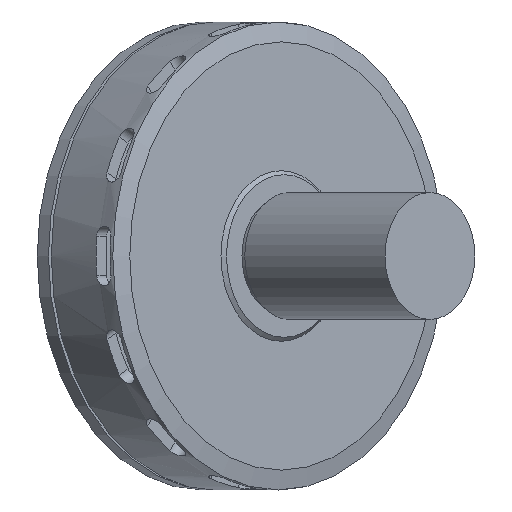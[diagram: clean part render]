
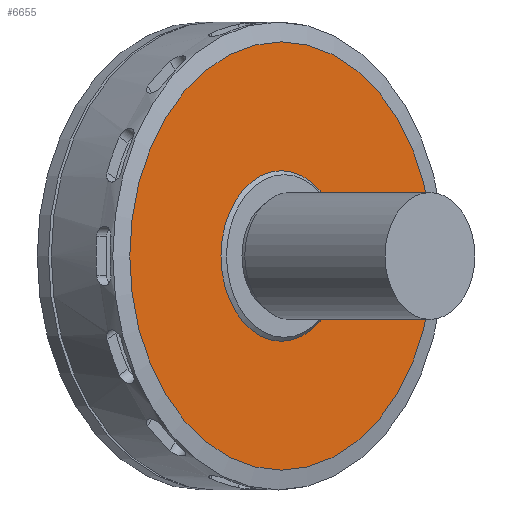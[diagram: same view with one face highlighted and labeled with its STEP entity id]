
A CAD part, front view. The second image highlights one B-rep face of the part: STEP entity #6655.
In plain terms, the highlighted planar face has unit normal (0.707, -0.707, 0).
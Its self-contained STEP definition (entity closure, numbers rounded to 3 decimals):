
#404=FACE_BOUND('',#1247,.T.);
#482=PLANE('',#7307);
#837=FACE_OUTER_BOUND('',#1246,.T.);
#1246=EDGE_LOOP('',(#6165,#6166));
#1247=EDGE_LOOP('',(#6167));
#2474=CIRCLE('',#7189,21.5);
#2479=CIRCLE('',#7196,54.);
#2480=CIRCLE('',#7197,54.);
#3040=VERTEX_POINT('',#14078);
#3045=VERTEX_POINT('',#14091);
#3046=VERTEX_POINT('',#14093);
#3980=EDGE_CURVE('',#3040,#3040,#2474,.T.);
#3987=EDGE_CURVE('',#3046,#3045,#2479,.T.);
#3988=EDGE_CURVE('',#3045,#3046,#2480,.T.);
#6165=ORIENTED_EDGE('',*,*,#3987,.T.);
#6166=ORIENTED_EDGE('',*,*,#3988,.T.);
#6167=ORIENTED_EDGE('',*,*,#3980,.T.);
#6655=ADVANCED_FACE('',(#837,#404),#482,.T.);
#7189=AXIS2_PLACEMENT_3D('',#14079,#8752,#8753);
#7196=AXIS2_PLACEMENT_3D('',#14094,#8768,#8769);
#7197=AXIS2_PLACEMENT_3D('',#14095,#8770,#8771);
#7307=AXIS2_PLACEMENT_3D('',#15419,#9050,#9051);
#8752=DIRECTION('center_axis',(-0.707,0.707,0.));
#8753=DIRECTION('ref_axis',(0.707,0.707,0.));
#8768=DIRECTION('center_axis',(0.707,-0.707,0.));
#8769=DIRECTION('ref_axis',(0.,0.,1.));
#8770=DIRECTION('center_axis',(0.707,-0.707,0.));
#8771=DIRECTION('ref_axis',(0.,0.,1.));
#9050=DIRECTION('center_axis',(0.707,-0.707,0.));
#9051=DIRECTION('ref_axis',(0.707,0.707,0.));
#14078=CARTESIAN_POINT('',(469.424,24.091,-183.018));
#14079=CARTESIAN_POINT('Origin',(484.626,39.294,-183.018));
#14091=CARTESIAN_POINT('',(484.626,39.294,-237.018));
#14093=CARTESIAN_POINT('',(484.627,39.294,-129.018));
#14094=CARTESIAN_POINT('Origin',(484.626,39.294,-183.018));
#14095=CARTESIAN_POINT('Origin',(484.626,39.294,-183.018));
#15419=CARTESIAN_POINT('Origin',(484.626,39.294,-183.018));
